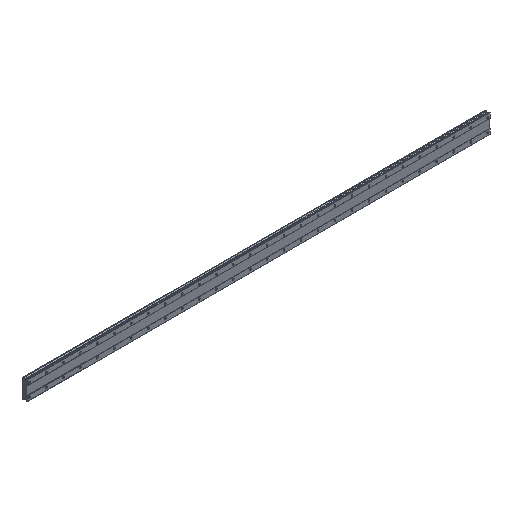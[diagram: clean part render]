
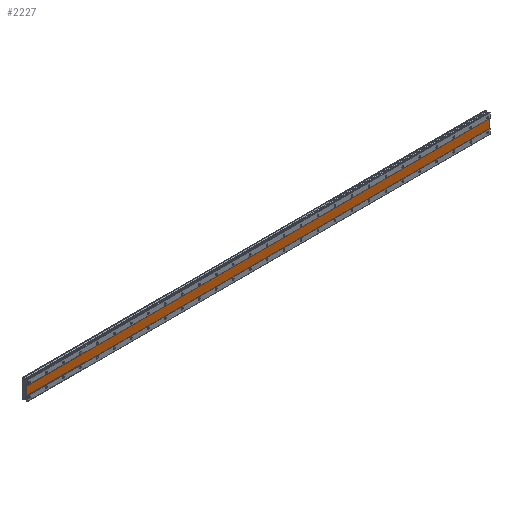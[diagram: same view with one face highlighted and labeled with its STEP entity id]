
A CAD part, isometric view. The second image highlights one B-rep face of the part: STEP entity #2227.
In plain terms, the highlighted planar face has unit normal (0, -1, 0).
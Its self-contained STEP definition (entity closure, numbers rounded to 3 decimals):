
#102 = CARTESIAN_POINT ( 'NONE',  ( 2170., 1., -20. ) ) ;
#293 = CARTESIAN_POINT ( 'NONE',  ( 2170., 1., 20. ) ) ;
#447 = DIRECTION ( 'NONE',  ( -1., 0., 0. ) ) ;
#625 = VERTEX_POINT ( 'NONE', #2192 ) ;
#735 = VERTEX_POINT ( 'NONE', #102 ) ;
#768 = DIRECTION ( 'NONE',  ( 0., 0., 1. ) ) ;
#2078 = LINE ( 'NONE', #8715, #8382 ) ;
#2192 = CARTESIAN_POINT ( 'NONE',  ( 2170., 1., 20. ) ) ;
#2227 = ADVANCED_FACE ( 'NONE', ( #8380 ), #7581, .F. ) ;
#2351 = CARTESIAN_POINT ( 'NONE',  ( -10., 1., 20. ) ) ;
#2913 = ORIENTED_EDGE ( 'NONE', *, *, #6387, .F. ) ;
#3019 = DIRECTION ( 'NONE',  ( 0., 1., 0. ) ) ;
#3118 = ORIENTED_EDGE ( 'NONE', *, *, #7530, .F. ) ;
#3207 = DIRECTION ( 'NONE',  ( 1., 0., 0. ) ) ;
#3317 = VERTEX_POINT ( 'NONE', #2351 ) ;
#3827 = VECTOR ( 'NONE', #4355, 1000. ) ;
#4244 = EDGE_LOOP ( 'NONE', ( #2913, #3118, #8685, #8526 ) ) ;
#4355 = DIRECTION ( 'NONE',  ( 0., 0., -1. ) ) ;
#4515 = CARTESIAN_POINT ( 'NONE',  ( 2170., 1., 20. ) ) ;
#4632 = EDGE_CURVE ( 'NONE', #3317, #625, #7159, .T. ) ;
#5096 = LINE ( 'NONE', #8117, #3827 ) ;
#5499 = CARTESIAN_POINT ( 'NONE',  ( -10., 1., -20. ) ) ;
#6008 = VERTEX_POINT ( 'NONE', #5499 ) ;
#6387 = EDGE_CURVE ( 'NONE', #735, #6008, #2078, .T. ) ;
#6599 = AXIS2_PLACEMENT_3D ( 'NONE', #4515, #3019, #768 ) ;
#6731 = LINE ( 'NONE', #9012, #8884 ) ;
#7159 = LINE ( 'NONE', #293, #8834 ) ;
#7530 = EDGE_CURVE ( 'NONE', #625, #735, #6731, .T. ) ;
#7547 = EDGE_CURVE ( 'NONE', #3317, #6008, #5096, .T. ) ;
#7581 = PLANE ( 'NONE',  #6599 ) ;
#8117 = CARTESIAN_POINT ( 'NONE',  ( -10., 1., 44.91 ) ) ;
#8380 = FACE_OUTER_BOUND ( 'NONE', #4244, .T. ) ;
#8382 = VECTOR ( 'NONE', #447, 1000. ) ;
#8526 = ORIENTED_EDGE ( 'NONE', *, *, #7547, .T. ) ;
#8685 = ORIENTED_EDGE ( 'NONE', *, *, #4632, .F. ) ;
#8715 = CARTESIAN_POINT ( 'NONE',  ( 2170., 1., -20. ) ) ;
#8834 = VECTOR ( 'NONE', #3207, 1000. ) ;
#8884 = VECTOR ( 'NONE', #9749, 1000. ) ;
#9012 = CARTESIAN_POINT ( 'NONE',  ( 2170., 1., 44.91 ) ) ;
#9749 = DIRECTION ( 'NONE',  ( 0., 0., -1. ) ) ;
